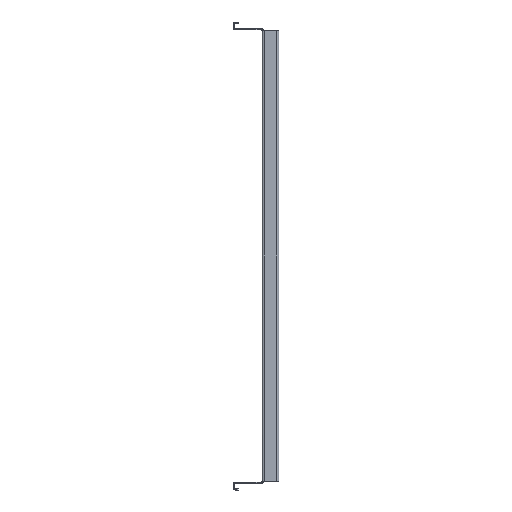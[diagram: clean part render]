
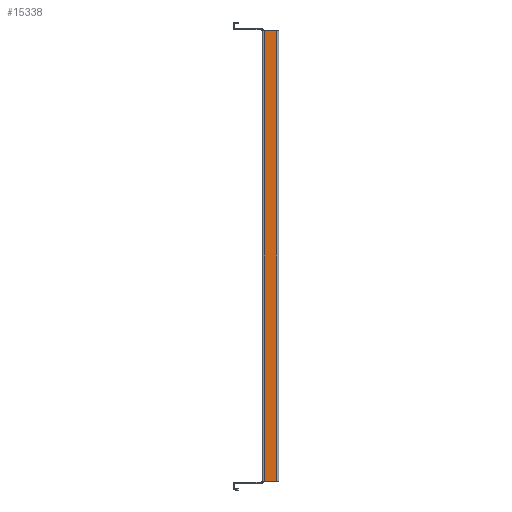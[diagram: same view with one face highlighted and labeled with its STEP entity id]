
A CAD part, left-side view. The second image highlights one B-rep face of the part: STEP entity #15338.
In plain terms, the highlighted planar face has unit normal (-1, 0, 0).
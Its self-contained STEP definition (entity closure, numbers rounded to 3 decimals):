
#1595 = VERTEX_POINT ( 'NONE', #14006 ) ;
#2248 = VECTOR ( 'NONE', #5312, 1000. ) ;
#2274 = DIRECTION ( 'NONE',  ( 0., 1., 0. ) ) ;
#3074 = ORIENTED_EDGE ( 'NONE', *, *, #10068, .T. ) ;
#3886 = EDGE_CURVE ( 'NONE', #6842, #11120, #17217, .T. ) ;
#4669 = CARTESIAN_POINT ( 'NONE',  ( -230., -29., 443. ) ) ;
#5312 = DIRECTION ( 'NONE',  ( 0., 0., -1. ) ) ;
#5688 = CARTESIAN_POINT ( 'NONE',  ( -230., -4., 443. ) ) ;
#6020 = ORIENTED_EDGE ( 'NONE', *, *, #3886, .T. ) ;
#6842 = VERTEX_POINT ( 'NONE', #5688 ) ;
#7900 = DIRECTION ( 'NONE',  ( 0., -1., 0. ) ) ;
#8189 = VECTOR ( 'NONE', #2274, 1000. ) ;
#8288 = ORIENTED_EDGE ( 'NONE', *, *, #17481, .T. ) ;
#9483 = DIRECTION ( 'NONE',  ( 0., -1., 0. ) ) ;
#10039 = LINE ( 'NONE', #11539, #18781 ) ;
#10068 = EDGE_CURVE ( 'NONE', #1595, #10098, #10798, .T. ) ;
#10098 = VERTEX_POINT ( 'NONE', #4669 ) ;
#10201 = AXIS2_PLACEMENT_3D ( 'NONE', #14041, #13755, #9483 ) ;
#10798 = LINE ( 'NONE', #12190, #12760 ) ;
#10936 = EDGE_LOOP ( 'NONE', ( #8288, #3074, #12145, #6020 ) ) ;
#11120 = VERTEX_POINT ( 'NONE', #15801 ) ;
#11539 = CARTESIAN_POINT ( 'NONE',  ( -230., 0., -443. ) ) ;
#12145 = ORIENTED_EDGE ( 'NONE', *, *, #18688, .T. ) ;
#12190 = CARTESIAN_POINT ( 'NONE',  ( -230., -29., -443. ) ) ;
#12552 = FACE_OUTER_BOUND ( 'NONE', #10936, .T. ) ;
#12760 = VECTOR ( 'NONE', #15257, 1000. ) ;
#13755 = DIRECTION ( 'NONE',  ( -1., 0., 0. ) ) ;
#14006 = CARTESIAN_POINT ( 'NONE',  ( -230., -29., -443. ) ) ;
#14041 = CARTESIAN_POINT ( 'NONE',  ( -230., 0., 0. ) ) ;
#15257 = DIRECTION ( 'NONE',  ( 0., 0., 1. ) ) ;
#15338 = ADVANCED_FACE ( 'NONE', ( #12552 ), #18514, .T. ) ;
#15801 = CARTESIAN_POINT ( 'NONE',  ( -230., -4., -443. ) ) ;
#15808 = CARTESIAN_POINT ( 'NONE',  ( -230., -4., 0. ) ) ;
#17157 = CARTESIAN_POINT ( 'NONE',  ( -230., 0., 443. ) ) ;
#17217 = LINE ( 'NONE', #15808, #2248 ) ;
#17358 = LINE ( 'NONE', #17157, #8189 ) ;
#17481 = EDGE_CURVE ( 'NONE', #11120, #1595, #10039, .T. ) ;
#18514 = PLANE ( 'NONE',  #10201 ) ;
#18688 = EDGE_CURVE ( 'NONE', #10098, #6842, #17358, .T. ) ;
#18781 = VECTOR ( 'NONE', #7900, 1000. ) ;
